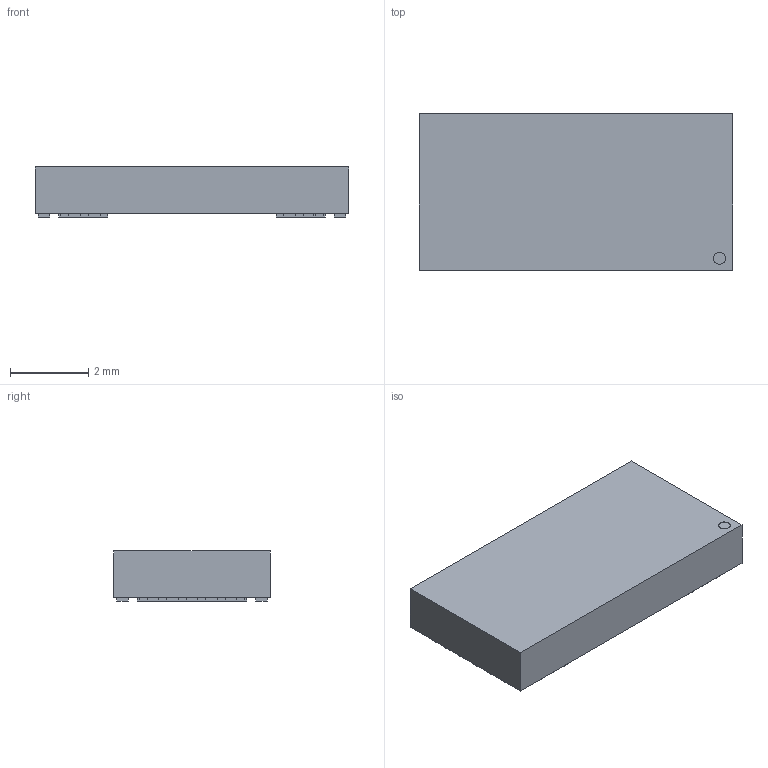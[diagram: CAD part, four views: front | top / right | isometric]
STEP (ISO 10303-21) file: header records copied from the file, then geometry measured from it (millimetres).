
FILE_DESCRIPTION(/* description */ ('Unknown'),/* implementation_level */ '2;1');
FILE_NAME(/* name */ 'ADP1071-2ACCZ',/* time_stamp */ '2025-03-14T10:28:50+02:00',/* author */ ('Unknown'),/* organization */ ('Unknown'),/* preprocessor_version */ 'ST-DEVELOPER v19.4',/* originating_system */ 'Solid Edge',/* authorisation */ 'Unknown');
FILE_SCHEMA (('AUTOMOTIVE_DESIGN {1 0 10303 214 3 1 1}'));
Length unit declared in the file: millimetre
Products named in the file (1): ADP1071-2ACCZ
Bounding box: 8 x 4 x 1.28 mm (x, y, z)
Volume: 39 mm3; surface area: 96 mm2
Topology: 1 solids, 1 shells, 139 faces, 330 edges, 220 vertices
Faces by surface type: plane 138, cylinder 1
Full cylindrical faces by diameter (mm): 0.304 x1
Entity records: 4918 total; most frequent: CARTESIAN_POINT 689, ORIENTED_EDGE 658, DIRECTION 611, EDGE_CURVE 329, LINE 327, VECTOR 327, VERTEX_POINT 220, EDGE_LOOP 167
